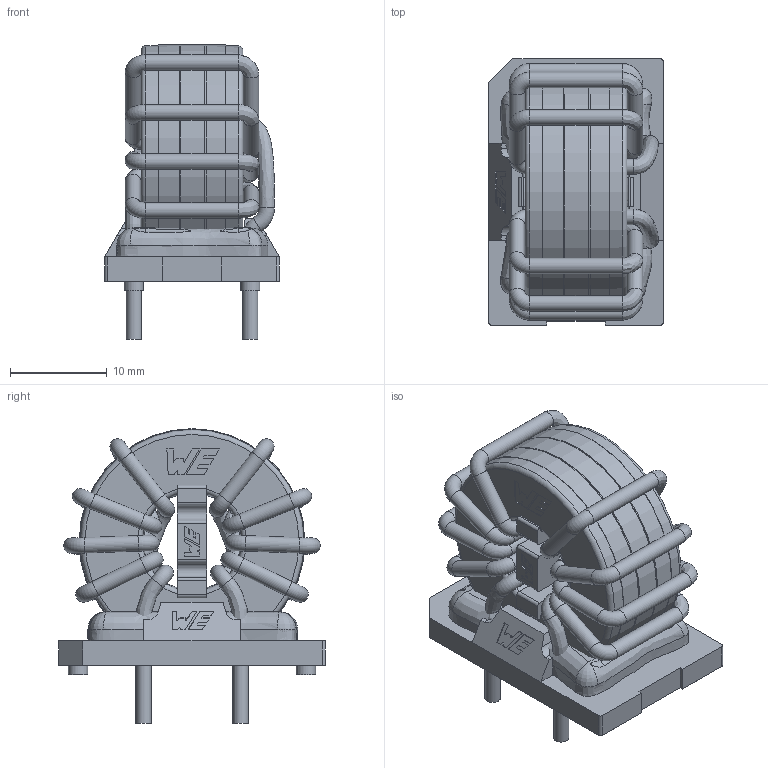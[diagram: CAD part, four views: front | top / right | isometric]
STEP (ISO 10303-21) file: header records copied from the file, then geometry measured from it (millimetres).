
FILE_DESCRIPTION(('STEP AP214'),'1');
FILE_NAME('L_Wurth_WE-CMBNC-TypeL_7448041801.step','2025-04-03T09:34:52',(' '),('ANSOFT Corporation'),'Spatial InterOp 3D',' ',' ');
FILE_SCHEMA(('AUTOMOTIVE_DESIGN { 1 0 10303 214 1 1 1 1 }'));
Length unit declared in the file: millimetre
Products named in the file (1): Glue
Bounding box: 18 x 27.5 x 30.39 mm (x, y, z)
Volume: 6516.7 mm3; surface area: 10984.9 mm2
Topology: 17 solids, 17 shells, 549 faces, 1390 edges, 893 vertices
Faces by surface type: plane 342, cylinder 104, torus 47, bspline 36, cone 18, sphere 1, extrusion 1
Full cylindrical faces by diameter (mm): 1.3 x4, 1.6 x38, 1.602 x4, 1.8 x4, 2 x4, 2.5 x4, 10.1 x1, 11.9 x2, 12.5 x1, 20 x1, 20.6 x2, 23.2 x2, 23.28 x1
Entity records: 33502 total; most frequent: CARTESIAN_POINT 10604, DIRECTION 2448, ORIENTED_EDGE 2402, STYLED_ITEM 1763, PRESENTATION_STYLE_ASSIGNMENT 1763, COLOUR_RGB 1763, EDGE_CURVE 1201, CURVE_STYLE 1197
